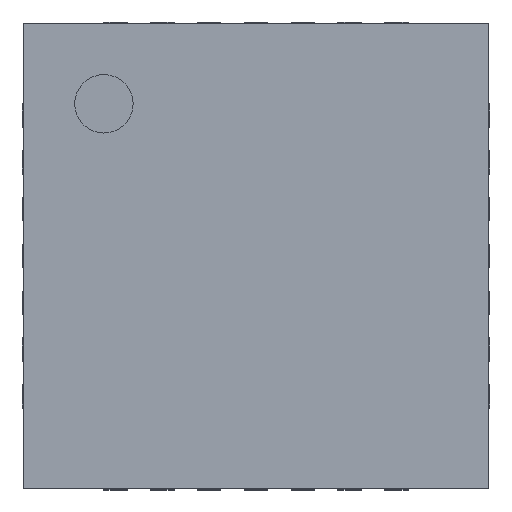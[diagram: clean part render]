
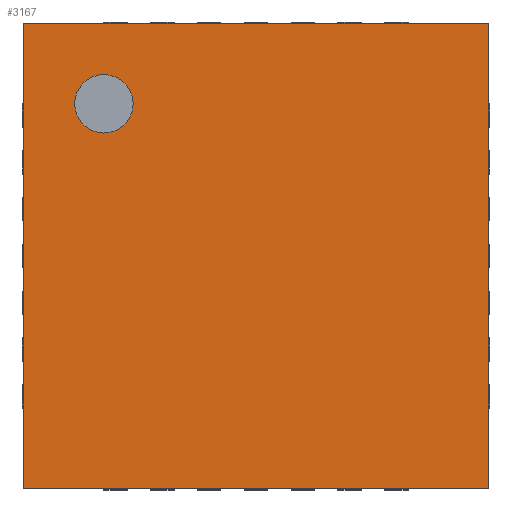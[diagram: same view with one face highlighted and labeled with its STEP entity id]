
A CAD part, top view. The second image highlights one B-rep face of the part: STEP entity #3167.
In plain terms, the highlighted planar face has unit normal (0, 0, 1).
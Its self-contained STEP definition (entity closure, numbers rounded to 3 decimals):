
#12=DIRECTION('',(0.,0.,1.));
#75=DIRECTION('',(0.,0.,-1.));
#159=VECTOR('',#160,1.);
#160=DIRECTION('',(1.,0.,0.));
#166=VECTOR('',#167,1.);
#167=DIRECTION('',(0.,-1.,0.));
#858=EDGE_CURVE('',#859,#861,#863,.T.);
#859=VERTEX_POINT('',#860);
#860=CARTESIAN_POINT('',(-1.99,-1.99,0.57));
#861=VERTEX_POINT('',#862);
#862=CARTESIAN_POINT('',(1.99,-1.99,0.57));
#863=LINE('',#860,#159);
#983=ORIENTED_EDGE('',*,*,#984,.F.);
#984=EDGE_CURVE('',#985,#987,#989,.T.);
#985=VERTEX_POINT('',#986);
#986=CARTESIAN_POINT('',(-1.99,1.99,0.57));
#987=VERTEX_POINT('',#988);
#988=CARTESIAN_POINT('',(1.99,1.99,0.57));
#989=LINE('',#986,#159);
#1123=ORIENTED_EDGE('',*,*,#1124,.T.);
#1124=EDGE_CURVE('',#985,#859,#1125,.T.);
#1125=LINE('',#986,#166);
#2160=EDGE_CURVE('',#987,#861,#2161,.T.);
#2161=LINE('',#988,#166);
#3167=ADVANCED_FACE('',(#3168,#3172),#3181,.T.);
#3168=FACE_BOUND('',#3169,.T.);
#3169=EDGE_LOOP('',(#983,#1123,#3170,#3171));
#3170=ORIENTED_EDGE('',*,*,#858,.T.);
#3171=ORIENTED_EDGE('',*,*,#2160,.F.);
#3172=FACE_BOUND('',#3173,.T.);
#3173=EDGE_LOOP('',(#3174));
#3174=ORIENTED_EDGE('',*,*,#3175,.T.);
#3175=EDGE_CURVE('',#3176,#3176,#3178,.T.);
#3176=VERTEX_POINT('',#3177);
#3177=CARTESIAN_POINT('',(-1.3,1.05,0.57));
#3178=CIRCLE('',#3179,0.25);
#3179=AXIS2_PLACEMENT_3D('',#3180,#75,#167);
#3180=CARTESIAN_POINT('',(-1.3,1.3,0.57));
#3181=PLANE('',#3182);
#3182=AXIS2_PLACEMENT_3D('',#986,#12,#167);
